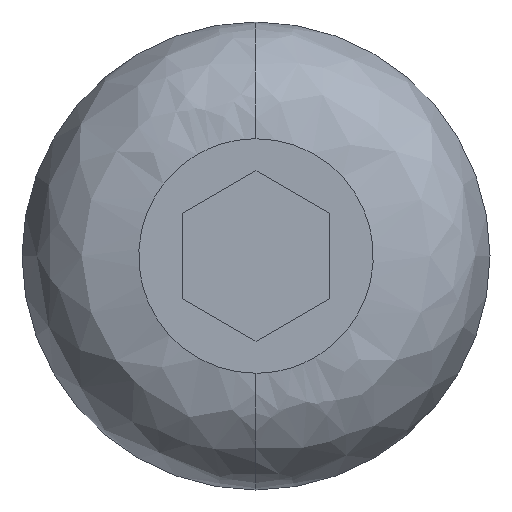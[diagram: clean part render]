
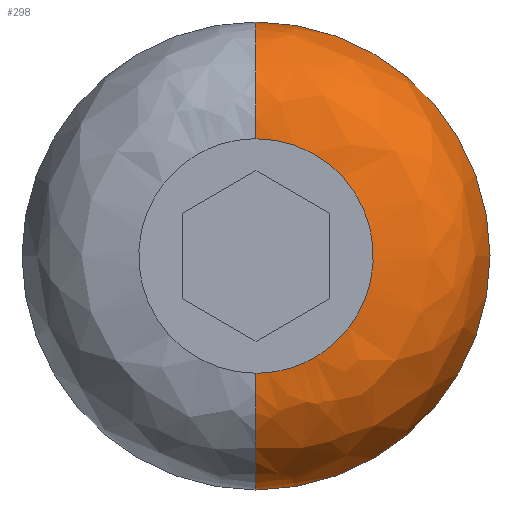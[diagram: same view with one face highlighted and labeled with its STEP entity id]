
A CAD part, left-side view. The second image highlights one B-rep face of the part: STEP entity #298.
In plain terms, the highlighted free-form (B-spline) face has degree [3, 3] with [4, 4] control points.
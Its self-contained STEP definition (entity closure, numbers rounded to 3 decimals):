
#3 = CARTESIAN_POINT ( 'NONE',  ( -2.75, 0., 2.38 ) ) ;
#29 = CARTESIAN_POINT ( 'NONE',  ( -2.75, 0., 2.38 ) ) ;
#38 = CARTESIAN_POINT ( 'NONE',  ( -2.75, -4.76, 2.38 ) ) ;
#60 = AXIS2_PLACEMENT_3D ( 'NONE', #72, #414, #407 ) ;
#67 = VERTEX_POINT ( 'NONE', #29 ) ;
#71 =( BOUNDED_CURVE ( )  B_SPLINE_CURVE ( 3, ( #361, #38, #363, #115 ),
 .UNSPECIFIED., .F., .F. ) 
 B_SPLINE_CURVE_WITH_KNOTS ( ( 4, 4 ),
 ( 0.75, 1.25 ),
 .UNSPECIFIED. ) 
 CURVE ( )  GEOMETRIC_REPRESENTATION_ITEM ( )  RATIONAL_B_SPLINE_CURVE ( ( 1., 0.333, 0.333, 1. ) ) 
 REPRESENTATION_ITEM ( '' )  );
#72 = CARTESIAN_POINT ( 'NONE',  ( -0.38, 0., -2.38 ) ) ;
#81 = DIRECTION ( 'NONE',  ( 0., 0., -1. ) ) ;
#84 = DIRECTION ( 'NONE',  ( 1., 0., 0. ) ) ;
#91 = CARTESIAN_POINT ( 'NONE',  ( -0.38, 0., 4.75 ) ) ;
#107 = EDGE_LOOP ( 'NONE', ( #465, #210, #347, #139 ) ) ;
#115 = CARTESIAN_POINT ( 'NONE',  ( -2.75, 0., -2.38 ) ) ;
#121 = CARTESIAN_POINT ( 'NONE',  ( -2.75, 0., -2.38 ) ) ;
#126 = CARTESIAN_POINT ( 'NONE',  ( -2.75, -4.76, 2.38 ) ) ;
#139 = ORIENTED_EDGE ( 'NONE', *, *, #188, .F. ) ;
#140 = EDGE_CURVE ( 'NONE', #67, #242, #71, .T. ) ;
#164 = CARTESIAN_POINT ( 'NONE',  ( -2.75, 0., -3.768 ) ) ;
#168 = CARTESIAN_POINT ( 'NONE',  ( -2.75, -7.537, -3.768 ) ) ;
#180 = CIRCLE ( 'NONE', #425, 4.75 ) ;
#188 = EDGE_CURVE ( 'NONE', #268, #242, #446, .T. ) ;
#197 = EDGE_CURVE ( 'NONE', #475, #67, #301, .T. ) ;
#205 = CARTESIAN_POINT ( 'NONE',  ( -2.75, -4.76, -2.38 ) ) ;
#210 = ORIENTED_EDGE ( 'NONE', *, *, #197, .T. ) ;
#242 = VERTEX_POINT ( 'NONE', #324 ) ;
#252 = CARTESIAN_POINT ( 'NONE',  ( -0.38, -9.5, 4.75 ) ) ;
#253 = CARTESIAN_POINT ( 'NONE',  ( -0.38, 0., -4.75 ) ) ;
#268 = VERTEX_POINT ( 'NONE', #289 ) ;
#281 = EDGE_CURVE ( 'NONE', #475, #268, #180, .T. ) ;
#285 = CARTESIAN_POINT ( 'NONE',  ( -0.38, 0., 0. ) ) ;
#286 = FACE_OUTER_BOUND ( 'NONE', #107, .T. ) ;
#287 = CARTESIAN_POINT ( 'NONE',  ( -1.768, 0., 4.75 ) ) ;
#289 = CARTESIAN_POINT ( 'NONE',  ( -0.38, 0., -4.75 ) ) ;
#293 =( BOUNDED_SURFACE ( )  B_SPLINE_SURFACE ( 3, 3, ( 
 ( #91, #252, #378, #253 ),
 ( #287, #374, #473, #420 ),
 ( #512, #416, #168, #164 ),
 ( #3, #126, #205, #121 ) ),
 .UNSPECIFIED., .F., .F., .T. ) 
 B_SPLINE_SURFACE_WITH_KNOTS ( ( 4, 4 ),
 ( 4, 4 ),
 ( 0., 1. ),
 ( 0., 1. ),
 .UNSPECIFIED. ) 
 GEOMETRIC_REPRESENTATION_ITEM ( )  RATIONAL_B_SPLINE_SURFACE ( (
 ( 1., 0.333, 0.333, 1.),
 ( 0.805, 0.268, 0.268, 0.805),
 ( 0.805, 0.268, 0.268, 0.805),
 ( 1., 0.333, 0.333, 1.) ) ) 
 REPRESENTATION_ITEM ( '' )  SURFACE ( )  );
#298 = ADVANCED_FACE ( 'NONE', ( #286 ), #293, .T. ) ;
#301 = CIRCLE ( 'NONE', #314, 2.37 ) ;
#314 = AXIS2_PLACEMENT_3D ( 'NONE', #450, #460, #500 ) ;
#324 = CARTESIAN_POINT ( 'NONE',  ( -2.75, 0., -2.38 ) ) ;
#347 = ORIENTED_EDGE ( 'NONE', *, *, #140, .T. ) ;
#361 = CARTESIAN_POINT ( 'NONE',  ( -2.75, 0., 2.38 ) ) ;
#363 = CARTESIAN_POINT ( 'NONE',  ( -2.75, -4.76, -2.38 ) ) ;
#374 = CARTESIAN_POINT ( 'NONE',  ( -1.768, -9.5, 4.75 ) ) ;
#378 = CARTESIAN_POINT ( 'NONE',  ( -0.38, -9.5, -4.75 ) ) ;
#407 = DIRECTION ( 'NONE',  ( 0., 0., -1. ) ) ;
#414 = DIRECTION ( 'NONE',  ( 0., 1., 0. ) ) ;
#416 = CARTESIAN_POINT ( 'NONE',  ( -2.75, -7.537, 3.768 ) ) ;
#418 = CARTESIAN_POINT ( 'NONE',  ( -0.38, 0., 4.75 ) ) ;
#420 = CARTESIAN_POINT ( 'NONE',  ( -1.768, 0., -4.75 ) ) ;
#425 = AXIS2_PLACEMENT_3D ( 'NONE', #285, #84, #81 ) ;
#446 = CIRCLE ( 'NONE', #60, 2.37 ) ;
#450 = CARTESIAN_POINT ( 'NONE',  ( -0.38, 0., 2.38 ) ) ;
#460 = DIRECTION ( 'NONE',  ( 0., -1., 0. ) ) ;
#465 = ORIENTED_EDGE ( 'NONE', *, *, #281, .F. ) ;
#473 = CARTESIAN_POINT ( 'NONE',  ( -1.768, -9.5, -4.75 ) ) ;
#475 = VERTEX_POINT ( 'NONE', #418 ) ;
#500 = DIRECTION ( 'NONE',  ( 0., 0., 1. ) ) ;
#512 = CARTESIAN_POINT ( 'NONE',  ( -2.75, 0., 3.768 ) ) ;
